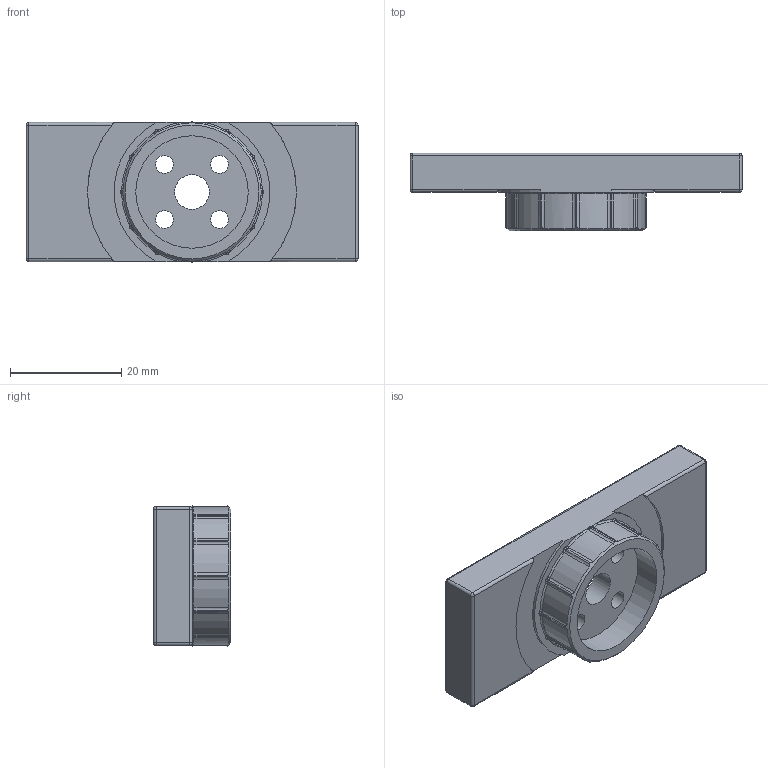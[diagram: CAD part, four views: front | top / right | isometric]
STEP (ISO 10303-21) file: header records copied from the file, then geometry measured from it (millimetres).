
FILE_DESCRIPTION(/* description */ (''),/* implementation_level */ '2;1');
FILE_NAME(/* name */ 'мотор_локтя_2+П.stp',/* time_stamp */ '2023-02-21T20:31:52+03:00',/* author */ ('Папа'),/* organization */ (''),/* preprocessor_version */ 'ST-DEVELOPER v18.1',/* originating_system */ 'Autodesk Inventor 2022',/* authorisation */ '');
FILE_SCHEMA (('AUTOMOTIVE_DESIGN { 1 0 10303 214 3 1 1 }'));
Length unit declared in the file: millimetre
Products named in the file (1): мотор_локтя_
2+П
Bounding box: 59.6 x 13.9 x 25.2 mm (x, y, z)
Volume: 5950.3 mm3; surface area: 5817.3 mm2
Topology: 1 solids, 1 shells, 155 faces, 384 edges, 233 vertices
Faces by surface type: cylinder 76, torus 50, plane 20, sphere 8, cone 1
Full cylindrical faces by diameter (mm): 3.2 x4, 6.2 x1, 20.2 x1
Entity records: 4984 total; most frequent: CARTESIAN_POINT 1203, DIRECTION 843, ORIENTED_EDGE 768, EDGE_CURVE 384, AXIS2_PLACEMENT_3D 363, VERTEX_POINT 233, CIRCLE 203, EDGE_LOOP 167
